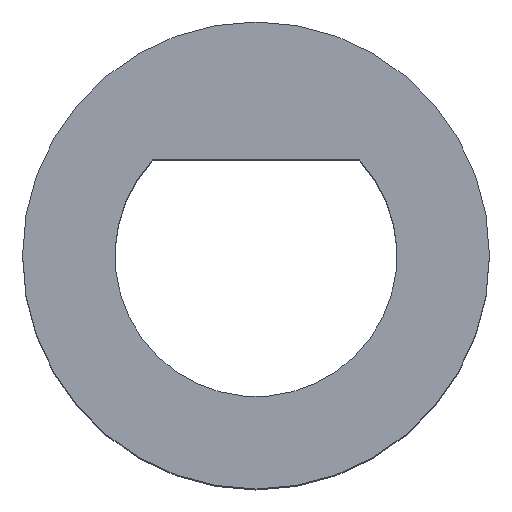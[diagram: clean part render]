
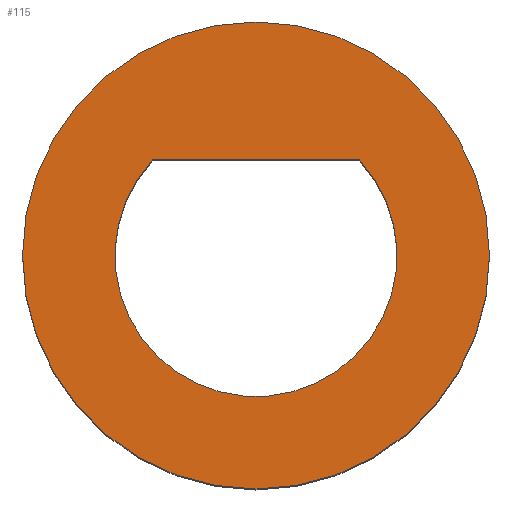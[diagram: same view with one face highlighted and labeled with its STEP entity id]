
A CAD part, top view. The second image highlights one B-rep face of the part: STEP entity #115.
In plain terms, the highlighted planar face has unit normal (0, 0, 1).
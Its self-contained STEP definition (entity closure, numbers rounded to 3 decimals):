
#24 = VERTEX_POINT('',#25);
#25 = CARTESIAN_POINT('',(-4.444,4.09,12.25));
#31 = EDGE_CURVE('',#24,#32,#34,.T.);
#32 = VERTEX_POINT('',#33);
#33 = CARTESIAN_POINT('',(4.444,4.09,12.25));
#34 = CIRCLE('',#35,6.04);
#35 = AXIS2_PLACEMENT_3D('',#36,#37,#38);
#36 = CARTESIAN_POINT('',(0.,0.,12.25));
#37 = DIRECTION('',(0.,0.,1.));
#38 = DIRECTION('',(1.,0.,0.));
#64 = EDGE_CURVE('',#24,#32,#65,.T.);
#65 = LINE('',#66,#67);
#66 = CARTESIAN_POINT('',(-4.444,4.09,12.25));
#67 = VECTOR('',#68,1.);
#68 = DIRECTION('',(1.,0.,0.));
#115 = ADVANCED_FACE('',(#116,#127),#131,.T.);
#116 = FACE_BOUND('',#117,.T.);
#117 = EDGE_LOOP('',(#118));
#118 = ORIENTED_EDGE('',*,*,#119,.T.);
#119 = EDGE_CURVE('',#120,#120,#122,.T.);
#120 = VERTEX_POINT('',#121);
#121 = CARTESIAN_POINT('',(10.,0.,12.25));
#122 = CIRCLE('',#123,10.);
#123 = AXIS2_PLACEMENT_3D('',#124,#125,#126);
#124 = CARTESIAN_POINT('',(0.,0.,12.25));
#125 = DIRECTION('',(0.,0.,1.));
#126 = DIRECTION('',(1.,0.,0.));
#127 = FACE_BOUND('',#128,.F.);
#128 = EDGE_LOOP('',(#129,#130));
#129 = ORIENTED_EDGE('',*,*,#31,.T.);
#130 = ORIENTED_EDGE('',*,*,#64,.F.);
#131 = PLANE('',#132);
#132 = AXIS2_PLACEMENT_3D('',#133,#134,#135);
#133 = CARTESIAN_POINT('',(0.,-0.025,12.25));
#134 = DIRECTION('',(0.,0.,1.));
#135 = DIRECTION('',(1.,0.,0.));
